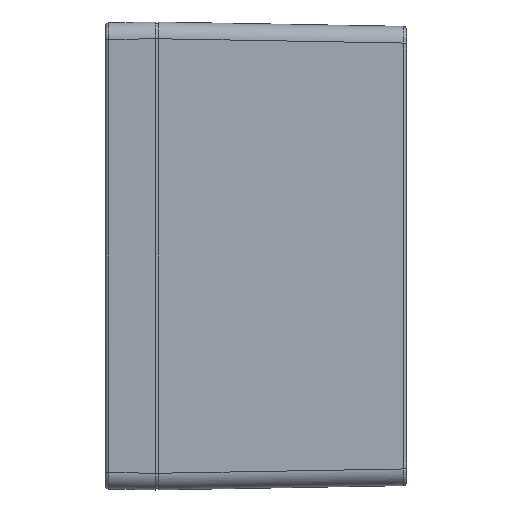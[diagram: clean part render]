
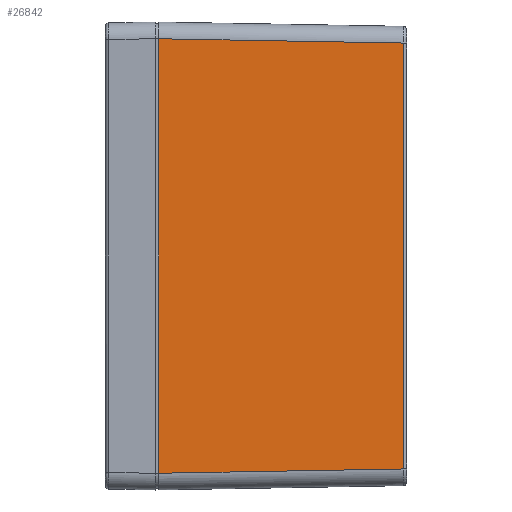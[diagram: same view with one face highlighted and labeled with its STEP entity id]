
A CAD part, left-side view. The second image highlights one B-rep face of the part: STEP entity #26842.
In plain terms, the highlighted planar face has unit normal (-1, -0.018, 0).
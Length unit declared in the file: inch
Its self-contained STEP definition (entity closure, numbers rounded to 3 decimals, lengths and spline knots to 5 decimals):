
#2767 = VECTOR ( 'NONE', #23936, 39.37008 ) ;
#7758 = EDGE_CURVE ( 'NONE', #43275, #37649, #7801, .T. ) ;
#7801 = LINE ( 'NONE', #33092, #58314 ) ;
#9715 = ORIENTED_EDGE ( 'NONE', *, *, #86210, .F. ) ;
#14142 = PLANE ( 'NONE',  #39189 ) ;
#14938 = CARTESIAN_POINT ( 'NONE',  ( -2.75522, -0.03937, -2.5584 ) ) ;
#16727 = LINE ( 'NONE', #99440, #2767 ) ;
#23936 = DIRECTION ( 'NONE',  ( -0.017, 1., 0.017 ) ) ;
#26842 = ADVANCED_FACE ( 'NONE', ( #74709 ), #14142, .T. ) ;
#27733 = CARTESIAN_POINT ( 'NONE',  ( -2.75522, -0.03937, -2.5584 ) ) ;
#33092 = CARTESIAN_POINT ( 'NONE',  ( -2.75522, -0.03937, -2.75591 ) ) ;
#34399 = VECTOR ( 'NONE', #82208, 39.37008 ) ;
#34446 = ORIENTED_EDGE ( 'NONE', *, *, #66066, .T. ) ;
#37649 = VERTEX_POINT ( 'NONE', #27733 ) ;
#39189 = AXIS2_PLACEMENT_3D ( 'NONE', #56515, #41115, #81394 ) ;
#41115 = DIRECTION ( 'NONE',  ( -1., -0.017, 0. ) ) ;
#43275 = VERTEX_POINT ( 'NONE', #48860 ) ;
#48860 = CARTESIAN_POINT ( 'NONE',  ( -2.75522, -0.03937, 2.5584 ) ) ;
#49632 = CARTESIAN_POINT ( 'NONE',  ( -2.70497, -2.91801, -2.50815 ) ) ;
#56222 = LINE ( 'NONE', #14938, #34399 ) ;
#56515 = CARTESIAN_POINT ( 'NONE',  ( -2.75591, 0., -2.75591 ) ) ;
#58314 = VECTOR ( 'NONE', #58440, 39.37008 ) ;
#58440 = DIRECTION ( 'NONE',  ( 0., 0., -1. ) ) ;
#63929 = ORIENTED_EDGE ( 'NONE', *, *, #98927, .T. ) ;
#66066 = EDGE_CURVE ( 'NONE', #37649, #87169, #56222, .T. ) ;
#66096 = LINE ( 'NONE', #100338, #90224 ) ;
#74709 = FACE_OUTER_BOUND ( 'NONE', #106214, .T. ) ;
#75183 = VERTEX_POINT ( 'NONE', #78743 ) ;
#75464 = DIRECTION ( 'NONE',  ( 0., 0., -1. ) ) ;
#78743 = CARTESIAN_POINT ( 'NONE',  ( -2.70497, -2.91801, 2.50815 ) ) ;
#81394 = DIRECTION ( 'NONE',  ( 0.017, -1., 0. ) ) ;
#82208 = DIRECTION ( 'NONE',  ( 0.017, -1., 0.017 ) ) ;
#84140 = ORIENTED_EDGE ( 'NONE', *, *, #7758, .T. ) ;
#86210 = EDGE_CURVE ( 'NONE', #75183, #87169, #66096, .T. ) ;
#87169 = VERTEX_POINT ( 'NONE', #49632 ) ;
#90224 = VECTOR ( 'NONE', #75464, 39.37008 ) ;
#98927 = EDGE_CURVE ( 'NONE', #75183, #43275, #16727, .T. ) ;
#99440 = CARTESIAN_POINT ( 'NONE',  ( -2.70497, -2.91801, 2.50815 ) ) ;
#100338 = CARTESIAN_POINT ( 'NONE',  ( -2.70497, -2.91801, -1.37795 ) ) ;
#106214 = EDGE_LOOP ( 'NONE', ( #84140, #34446, #9715, #63929 ) ) ;
